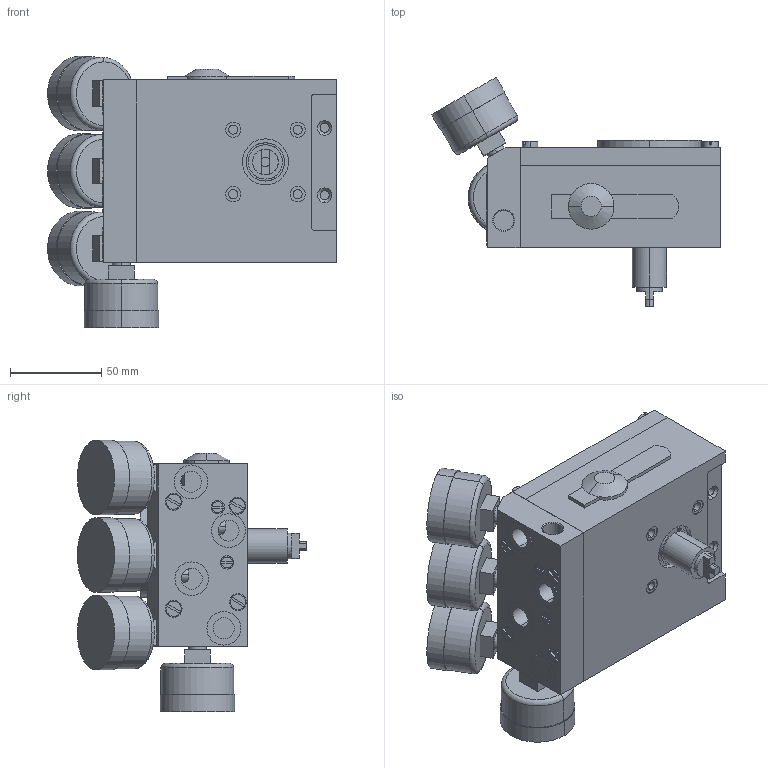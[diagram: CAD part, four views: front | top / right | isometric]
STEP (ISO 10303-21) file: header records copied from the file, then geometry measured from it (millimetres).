
FILE_DESCRIPTION (( 'STEP AP214' ), '1' );
FILE_NAME ('P5 med manometrar (4x)_140925.STEP', '2014-09-29T13:40:53', ( '' ), ( '' ), 'SwSTEP 2.0', 'SolidWorks 2014', '' );
FILE_SCHEMA (( 'AUTOMOTIVE_DESIGN' ));
Length unit declared in the file: millimetre
Products named in the file (1): P5 med manometrar (4x)_140925
Bounding box: 158.65 x 125.93 x 149 mm (x, y, z)
Volume: 843953.9 mm3; surface area: 130878.5 mm2
Topology: 14 solids, 14 shells, 490 faces, 1130 edges, 738 vertices
Faces by surface type: plane 267, cylinder 189, cone 20, torus 14
Entity records: 14406 total; most frequent: CARTESIAN_POINT 2602, DIRECTION 2579, ORIENTED_EDGE 2260, EDGE_CURVE 1130, AXIS2_PLACEMENT_3D 985, VERTEX_POINT 738, LINE 609, VECTOR 609
